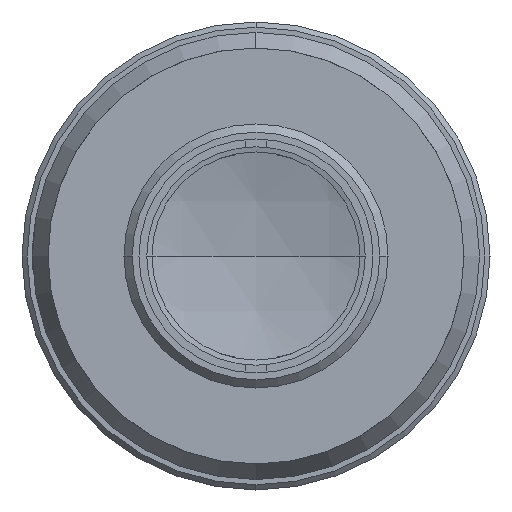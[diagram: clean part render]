
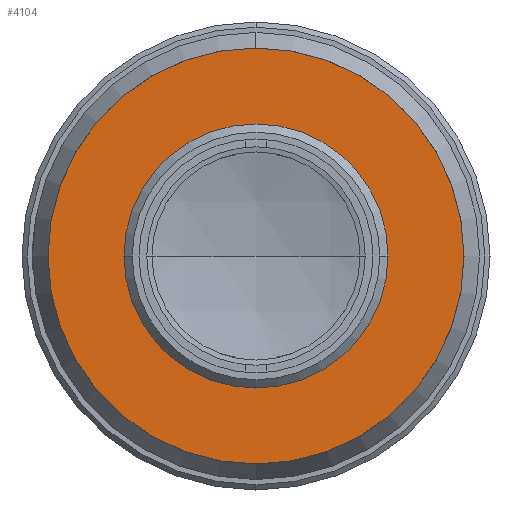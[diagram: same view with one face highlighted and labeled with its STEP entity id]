
A CAD part, left-side view. The second image highlights one B-rep face of the part: STEP entity #4104.
In plain terms, the highlighted planar face has unit normal (-1, 0, 0).
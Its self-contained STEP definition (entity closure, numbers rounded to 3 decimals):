
#42 = ORIENTED_EDGE ( 'NONE', *, *, #3609, .T. ) ;
#85 = EDGE_CURVE ( 'NONE', #3764, #1442, #1005, .T. ) ;
#88 = CARTESIAN_POINT ( 'NONE',  ( -87.48, 2.12, 11.811 ) ) ;
#157 = AXIS2_PLACEMENT_3D ( 'NONE', #2058, #4515, #2405 ) ;
#259 = DIRECTION ( 'NONE',  ( 0., -0.177, -0.984 ) ) ;
#275 = DIRECTION ( 'NONE',  ( 0., -0.177, -0.984 ) ) ;
#560 = CARTESIAN_POINT ( 'NONE',  ( -87.48, 0., 0. ) ) ;
#923 = DIRECTION ( 'NONE',  ( 0., -0.177, -0.984 ) ) ;
#1005 = CIRCLE ( 'NONE', #1783, 12. ) ;
#1325 = AXIS2_PLACEMENT_3D ( 'NONE', #4445, #2345, #259 ) ;
#1426 = DIRECTION ( 'NONE',  ( -1., 0., 0. ) ) ;
#1442 = VERTEX_POINT ( 'NONE', #88 ) ;
#1454 = ORIENTED_EDGE ( 'NONE', *, *, #1826, .F. ) ;
#1783 = AXIS2_PLACEMENT_3D ( 'NONE', #4463, #2357, #275 ) ;
#1792 = CIRCLE ( 'NONE', #3701, 12. ) ;
#1826 = EDGE_CURVE ( 'NONE', #4084, #3723, #3729, .T. ) ;
#1969 = CARTESIAN_POINT ( 'NONE',  ( -87.48, -3.533, -19.686 ) ) ;
#2049 = ORIENTED_EDGE ( 'NONE', *, *, #85, .T. ) ;
#2058 = CARTESIAN_POINT ( 'NONE',  ( -87.48, 0., 0. ) ) ;
#2078 = PLANE ( 'NONE',  #4385 ) ;
#2345 = DIRECTION ( 'NONE',  ( 1., 0., 0. ) ) ;
#2357 = DIRECTION ( 'NONE',  ( 1., 0., 0. ) ) ;
#2405 = DIRECTION ( 'NONE',  ( 0., -0.177, -0.984 ) ) ;
#2511 = FACE_BOUND ( 'NONE', #3459, .T. ) ;
#3000 = DIRECTION ( 'NONE',  ( 1., 0., 0. ) ) ;
#3118 = EDGE_CURVE ( 'NONE', #3723, #4084, #3457, .T. ) ;
#3270 = ORIENTED_EDGE ( 'NONE', *, *, #3118, .F. ) ;
#3457 = CIRCLE ( 'NONE', #1325, 20. ) ;
#3459 = EDGE_LOOP ( 'NONE', ( #2049, #42 ) ) ;
#3511 = CARTESIAN_POINT ( 'NONE',  ( -87.48, 11.811, -2.12 ) ) ;
#3609 = EDGE_CURVE ( 'NONE', #1442, #3764, #1792, .T. ) ;
#3701 = AXIS2_PLACEMENT_3D ( 'NONE', #560, #3000, #923 ) ;
#3723 = VERTEX_POINT ( 'NONE', #1969 ) ;
#3729 = CIRCLE ( 'NONE', #157, 20. ) ;
#3764 = VERTEX_POINT ( 'NONE', #4222 ) ;
#3864 = DIRECTION ( 'NONE',  ( 0., 0.177, 0.984 ) ) ;
#4084 = VERTEX_POINT ( 'NONE', #4540 ) ;
#4104 = ADVANCED_FACE ( 'NONE', ( #2511, #4258 ), #2078, .T. ) ;
#4222 = CARTESIAN_POINT ( 'NONE',  ( -87.48, -2.12, -11.811 ) ) ;
#4258 = FACE_OUTER_BOUND ( 'NONE', #4430, .T. ) ;
#4385 = AXIS2_PLACEMENT_3D ( 'NONE', #3511, #1426, #3864 ) ;
#4430 = EDGE_LOOP ( 'NONE', ( #3270, #1454 ) ) ;
#4445 = CARTESIAN_POINT ( 'NONE',  ( -87.48, 0., 0. ) ) ;
#4463 = CARTESIAN_POINT ( 'NONE',  ( -87.48, 0., 0. ) ) ;
#4515 = DIRECTION ( 'NONE',  ( 1., 0., 0. ) ) ;
#4540 = CARTESIAN_POINT ( 'NONE',  ( -87.48, 3.533, 19.686 ) ) ;
